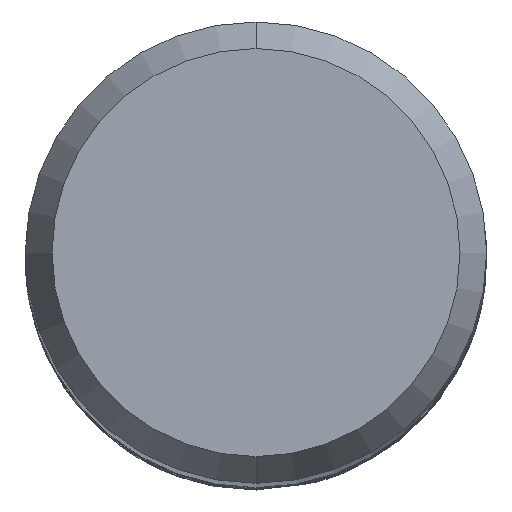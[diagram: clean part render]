
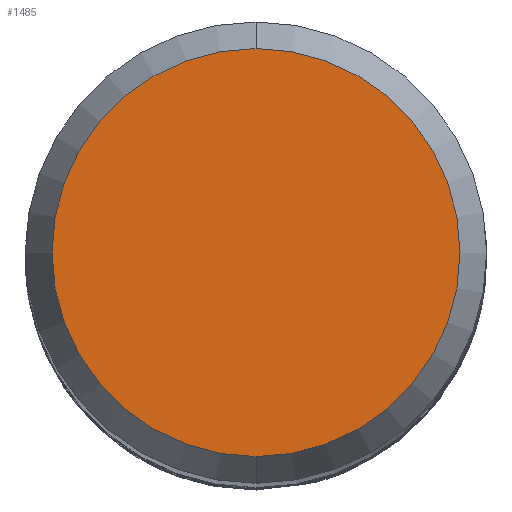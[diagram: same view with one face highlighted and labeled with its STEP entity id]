
A CAD part, top view. The second image highlights one B-rep face of the part: STEP entity #1485.
In plain terms, the highlighted planar face has unit normal (0, 0, 1).
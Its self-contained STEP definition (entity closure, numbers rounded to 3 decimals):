
#1485=ADVANCED_FACE('',(#4074),#4075,.T.);
#2267=VERTEX_POINT('',#4918);
#2519=EDGE_CURVE('',#2267,#3769,#5189,.T.);
#2811=EDGE_CURVE('',#3769,#2267,#5504,.T.);
#3769=VERTEX_POINT('',#6551);
#4074=FACE_OUTER_BOUND('',#8139,.T.);
#4075=PLANE('',#8140);
#4918=CARTESIAN_POINT('',(0.0,3.538,0.0));
#5189=CIRCLE('',#18593,3.538);
#5504=CIRCLE('',#22183,3.538);
#6551=CARTESIAN_POINT('',(0.,-3.538,0.0));
#8139=EDGE_LOOP('',(#31722,#31723));
#8140=AXIS2_PLACEMENT_3D('',#31724,#31725,#31726);
#18593=AXIS2_PLACEMENT_3D('',#32855,#32856,#32857);
#22183=AXIS2_PLACEMENT_3D('',#33115,#33116,#33117);
#31722=ORIENTED_EDGE('',*,*,#2519,.F.);
#31723=ORIENTED_EDGE('',*,*,#2811,.F.);
#31724=CARTESIAN_POINT('',(0.0,1.769,0.0));
#31725=DIRECTION('',(-0.0,0.0,1.0));
#31726=DIRECTION('',(0.0,-1.0,0.0));
#32855=CARTESIAN_POINT('',(0.0,0.0,0.0));
#32856=DIRECTION('',(0.0,0.0,-1.0));
#32857=DIRECTION('',(0.0,1.0,0.0));
#33115=CARTESIAN_POINT('',(0.0,0.0,0.0));
#33116=DIRECTION('',(0.0,0.0,-1.0));
#33117=DIRECTION('',(0.0,1.0,0.0));
